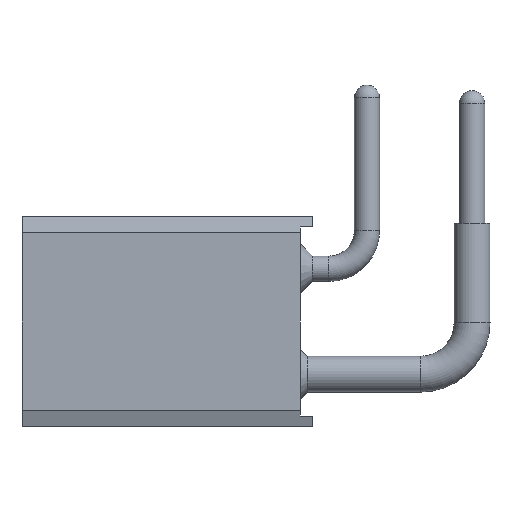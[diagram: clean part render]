
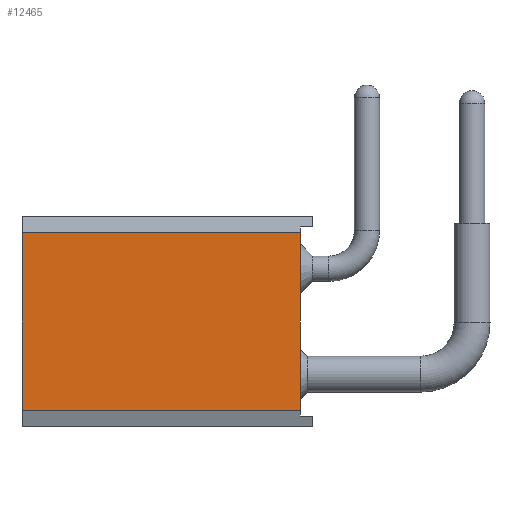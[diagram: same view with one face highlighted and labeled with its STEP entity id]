
A CAD part, left-side view. The second image highlights one B-rep face of the part: STEP entity #12465.
In plain terms, the highlighted planar face has unit normal (-1, 0, 0).
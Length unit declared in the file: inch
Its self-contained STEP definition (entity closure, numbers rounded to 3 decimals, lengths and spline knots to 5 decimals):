
#367 = AXIS2_PLACEMENT_3D ( 'NONE', #13015, #5816, #5737 ) ;
#616 = ORIENTED_EDGE ( 'NONE', *, *, #7018, .F. ) ;
#1579 = CARTESIAN_POINT ( 'NONE',  ( -0.01203, -0.26419, -0.01575 ) ) ;
#2357 = DIRECTION ( 'NONE',  ( 0., 1., 0. ) ) ;
#2609 = VECTOR ( 'NONE', #13045, 39.37008 ) ;
#2778 = EDGE_CURVE ( 'NONE', #11077, #10831, #5123, .T. ) ;
#2888 = DIRECTION ( 'NONE',  ( 0., 0., 1. ) ) ;
#2926 = CARTESIAN_POINT ( 'NONE',  ( -0.01203, 0., -0.01575 ) ) ;
#3051 = CARTESIAN_POINT ( 'NONE',  ( -0.01203, -0.26419, -0.18425 ) ) ;
#3805 = FACE_OUTER_BOUND ( 'NONE', #10492, .T. ) ;
#4234 = VECTOR ( 'NONE', #7750, 39.37008 ) ;
#4286 = LINE ( 'NONE', #13639, #4234 ) ;
#4899 = EDGE_CURVE ( 'NONE', #14536, #12883, #9061, .T. ) ;
#5090 = CARTESIAN_POINT ( 'NONE',  ( -0.01203, 0., -0.18425 ) ) ;
#5123 = LINE ( 'NONE', #8434, #2609 ) ;
#5226 = ORIENTED_EDGE ( 'NONE', *, *, #4899, .T. ) ;
#5737 = DIRECTION ( 'NONE',  ( 0., 0., 1. ) ) ;
#5816 = DIRECTION ( 'NONE',  ( -1., 0., 0. ) ) ;
#6524 = ORIENTED_EDGE ( 'NONE', *, *, #2778, .F. ) ;
#7018 = EDGE_CURVE ( 'NONE', #10831, #12883, #14228, .T. ) ;
#7211 = CARTESIAN_POINT ( 'NONE',  ( -0.01203, 0., -0.18425 ) ) ;
#7634 = ORIENTED_EDGE ( 'NONE', *, *, #12938, .T. ) ;
#7750 = DIRECTION ( 'NONE',  ( 0., 0., 1. ) ) ;
#7961 = VECTOR ( 'NONE', #2888, 39.37008 ) ;
#8408 = PLANE ( 'NONE',  #367 ) ;
#8434 = CARTESIAN_POINT ( 'NONE',  ( -0.01203, -0.276, -0.18425 ) ) ;
#9061 = LINE ( 'NONE', #12687, #9124 ) ;
#9124 = VECTOR ( 'NONE', #2357, 39.37008 ) ;
#10492 = EDGE_LOOP ( 'NONE', ( #7634, #5226, #616, #6524 ) ) ;
#10831 = VERTEX_POINT ( 'NONE', #7211 ) ;
#11077 = VERTEX_POINT ( 'NONE', #3051 ) ;
#12465 = ADVANCED_FACE ( 'NONE', ( #3805 ), #8408, .T. ) ;
#12687 = CARTESIAN_POINT ( 'NONE',  ( -0.01203, -0.276, -0.01575 ) ) ;
#12883 = VERTEX_POINT ( 'NONE', #2926 ) ;
#12938 = EDGE_CURVE ( 'NONE', #11077, #14536, #4286, .T. ) ;
#13015 = CARTESIAN_POINT ( 'NONE',  ( -0.01203, -0.276, -0.18425 ) ) ;
#13045 = DIRECTION ( 'NONE',  ( 0., 1., 0. ) ) ;
#13639 = CARTESIAN_POINT ( 'NONE',  ( -0.01203, -0.26419, -0.18976 ) ) ;
#14228 = LINE ( 'NONE', #5090, #7961 ) ;
#14536 = VERTEX_POINT ( 'NONE', #1579 ) ;
